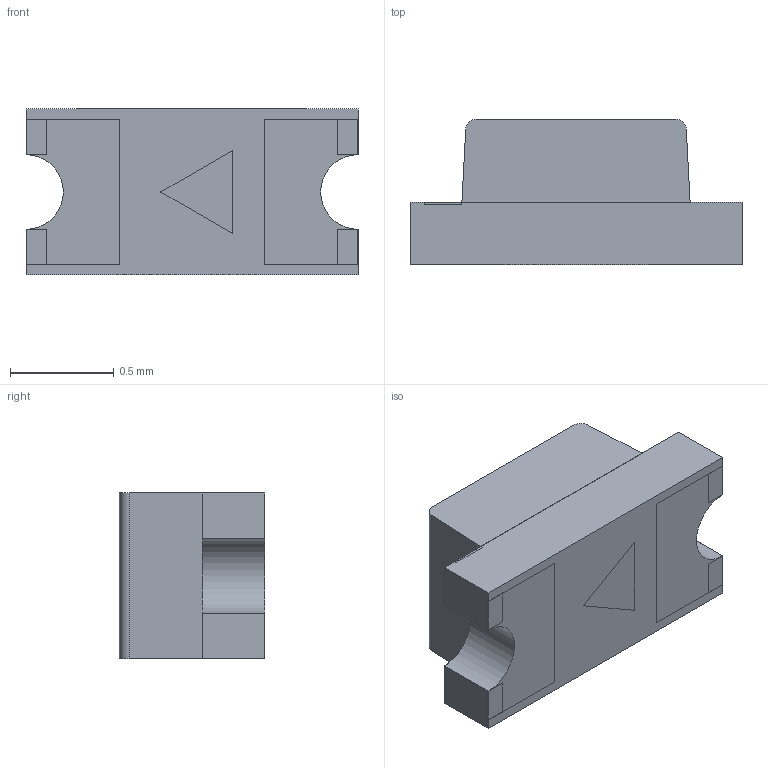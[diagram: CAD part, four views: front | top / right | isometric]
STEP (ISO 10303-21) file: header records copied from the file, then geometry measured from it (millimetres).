
FILE_DESCRIPTION (( 'STEP AP214' ), '1' );
FILE_NAME ('598-8081-107F.STEP', '2024-05-20T16:09:46', ( 'LENOVO' ), ( '' ), 'SwSTEP 2.0', 'SolidWorks 2021', '' );
FILE_SCHEMA (( 'AUTOMOTIVE_DESIGN' ));
Length unit declared in the file: millimetre
Products named in the file (1): 598-8081-107F
Bounding box: 1.6 x 0.7 x 0.8 mm (x, y, z)
Volume: 0.7 mm3; surface area: 10.4 mm2
Topology: 7 solids, 7 shells, 119 faces, 308 edges, 204 vertices
Faces by surface type: plane 103, cylinder 16
Entity records: 3674 total; most frequent: CARTESIAN_POINT 632, ORIENTED_EDGE 616, DIRECTION 584, EDGE_CURVE 308, VECTOR 272, LINE 272, VERTEX_POINT 204, AXIS2_PLACEMENT_3D 156
